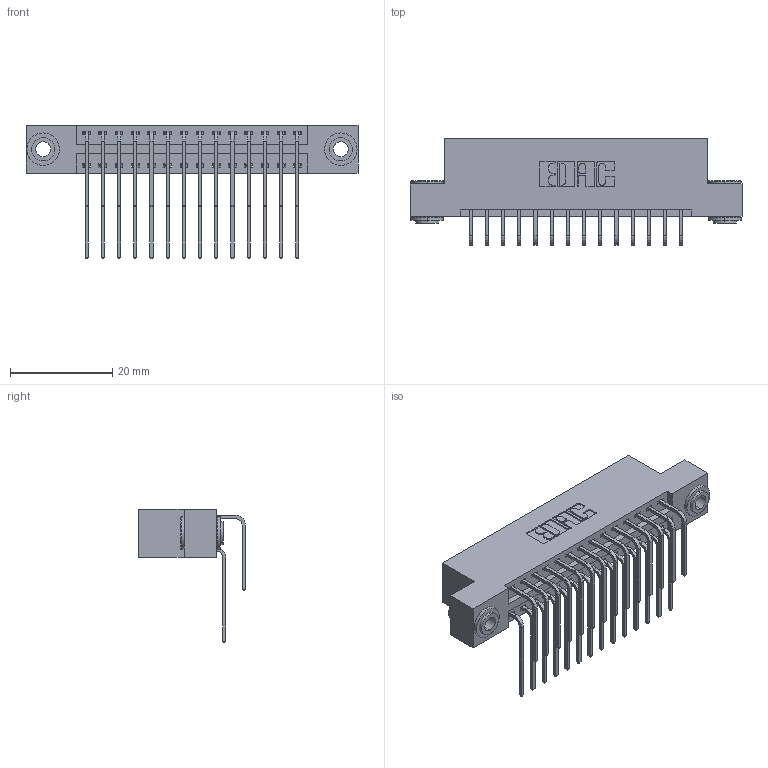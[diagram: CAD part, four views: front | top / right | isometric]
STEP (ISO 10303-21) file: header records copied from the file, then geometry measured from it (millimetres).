
FILE_DESCRIPTION (( 'STEP AP203' ), '1' );
FILE_NAME ('396-028-559-203.STEP', '2018-09-05T04:26:25', ( '' ), ( '' ), 'SwSTEP 2.0', 'SolidWorks 2016', '' );
FILE_SCHEMA (( 'CONFIG_CONTROL_DESIGN' ));
Length unit declared in the file: inch
Products named in the file (5): 396-028-559-203; 346 Part_Flush Mounting Lugs - 0.156 Dia-TH; 345-292-001_558 559 Tail - 1; 345-292-001_559 Tail - 2; 345-250-002_345-250-002-102
Assembly tree (31 placements, depth 2):
  396-028-559-203
    346 Part_Flush Mounting Lugs - 0.156 Dia-TH
    345-292-001_558 559 Tail - 1  x14
    345-292-001_559 Tail - 2  x14
    345-250-002_345-250-002-102  x2
Bounding box: 65.02 x 20.89 x 26.16 mm (x, y, z)
Volume: 6304.1 mm3; surface area: 9214.4 mm2
Topology: 31 solids, 31 shells, 1672 faces, 4913 edges, 3234 vertices
Faces by surface type: plane 1122, cylinder 542, cone 8
Entity records: 15340 total; most frequent: CARTESIAN_POINT 2594, ORIENTED_EDGE 2470, DIRECTION 2341, EDGE_CURVE 1235, VECTOR 983, LINE 983, VERTEX_POINT 818, AXIS2_PLACEMENT_3D 679
